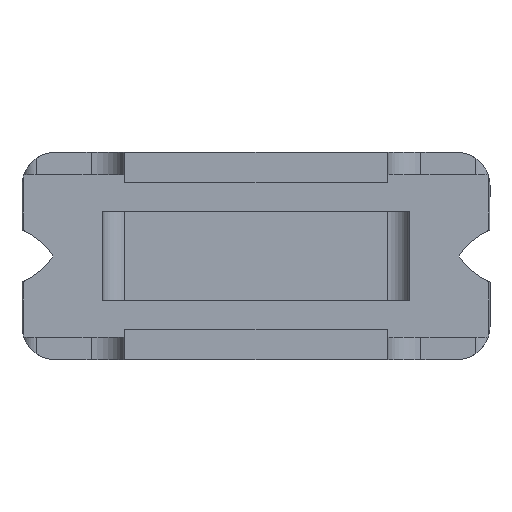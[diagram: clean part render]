
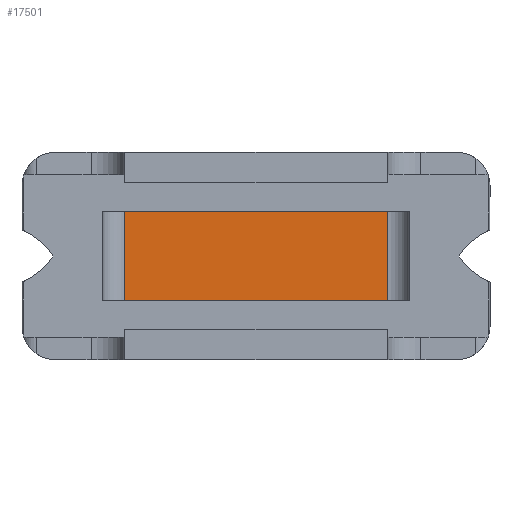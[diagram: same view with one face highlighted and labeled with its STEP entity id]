
A CAD part, front view. The second image highlights one B-rep face of the part: STEP entity #17501.
In plain terms, the highlighted planar face has unit normal (0, -1, 0).
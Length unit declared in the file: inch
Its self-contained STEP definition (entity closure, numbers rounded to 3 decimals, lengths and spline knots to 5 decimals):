
#14712 = CARTESIAN_POINT ( 'NONE',  ( 0.288, -0.215, 0.125 ) ) ;
#14759 = DIRECTION ( 'NONE',  ( -1., 0., 0. ) ) ;
#14760 = DIRECTION ( 'NONE',  ( 0., -1., 0. ) ) ;
#14761 = CARTESIAN_POINT ( 'NONE',  ( 1.022, -0.215, 0.125 ) ) ;
#14762 = AXIS2_PLACEMENT_3D ( 'NONE', #14761, #14760, #14759 ) ;
#14763 = PLANE ( 'NONE',  #14762 ) ;
#14764 = FACE_OUTER_BOUND ( 'NONE', #17561, .T. ) ;
#14765 = DIRECTION ( 'NONE',  ( 0., 0., -1. ) ) ;
#14766 = VECTOR ( 'NONE', #14765, 39.37008 ) ;
#14767 = CARTESIAN_POINT ( 'NONE',  ( 0.288, -0.215, 0.125 ) ) ;
#14768 = LINE ( 'NONE', #14767, #14766 ) ;
#14769 = CARTESIAN_POINT ( 'NONE',  ( 0.288, -0.215, -0.125 ) ) ;
#14814 = DIRECTION ( 'NONE',  ( 0., 0., -1. ) ) ;
#14815 = VECTOR ( 'NONE', #14814, 39.37008 ) ;
#14816 = CARTESIAN_POINT ( 'NONE',  ( 1.022, -0.215, 0. ) ) ;
#14817 = LINE ( 'NONE', #14816, #14815 ) ;
#14818 = CARTESIAN_POINT ( 'NONE',  ( 1.022, -0.215, -0.125 ) ) ;
#14851 = DIRECTION ( 'NONE',  ( -1., 0., 0. ) ) ;
#14852 = VECTOR ( 'NONE', #14851, 39.37008 ) ;
#14853 = CARTESIAN_POINT ( 'NONE',  ( 0.655, -0.215, -0.125 ) ) ;
#14854 = LINE ( 'NONE', #14853, #14852 ) ;
#14855 = CARTESIAN_POINT ( 'NONE',  ( 1.022, -0.215, 0.125 ) ) ;
#14856 = DIRECTION ( 'NONE',  ( 1., 0., 0. ) ) ;
#14857 = VECTOR ( 'NONE', #14856, 39.37008 ) ;
#14858 = CARTESIAN_POINT ( 'NONE',  ( 0.655, -0.215, 0.125 ) ) ;
#14859 = LINE ( 'NONE', #14858, #14857 ) ;
#17470 = VERTEX_POINT ( 'NONE', #14712 ) ;
#17498 = VERTEX_POINT ( 'NONE', #14769 ) ;
#17500 = EDGE_CURVE ( 'NONE', #17470, #17498, #14768, .T. ) ;
#17501 = ADVANCED_FACE ( 'NONE', ( #14764 ), #14763, .T. ) ;
#17550 = VERTEX_POINT ( 'NONE', #14818 ) ;
#17551 = ORIENTED_EDGE ( 'NONE', *, *, #17552, .F. ) ;
#17552 = EDGE_CURVE ( 'NONE', #17564, #17550, #14817, .T. ) ;
#17561 = EDGE_LOOP ( 'NONE', ( #17562, #17565, #17566, #17551 ) ) ;
#17562 = ORIENTED_EDGE ( 'NONE', *, *, #17563, .F. ) ;
#17563 = EDGE_CURVE ( 'NONE', #17470, #17564, #14859, .T. ) ;
#17564 = VERTEX_POINT ( 'NONE', #14855 ) ;
#17565 = ORIENTED_EDGE ( 'NONE', *, *, #17500, .T. ) ;
#17566 = ORIENTED_EDGE ( 'NONE', *, *, #17567, .F. ) ;
#17567 = EDGE_CURVE ( 'NONE', #17550, #17498, #14854, .T. ) ;
